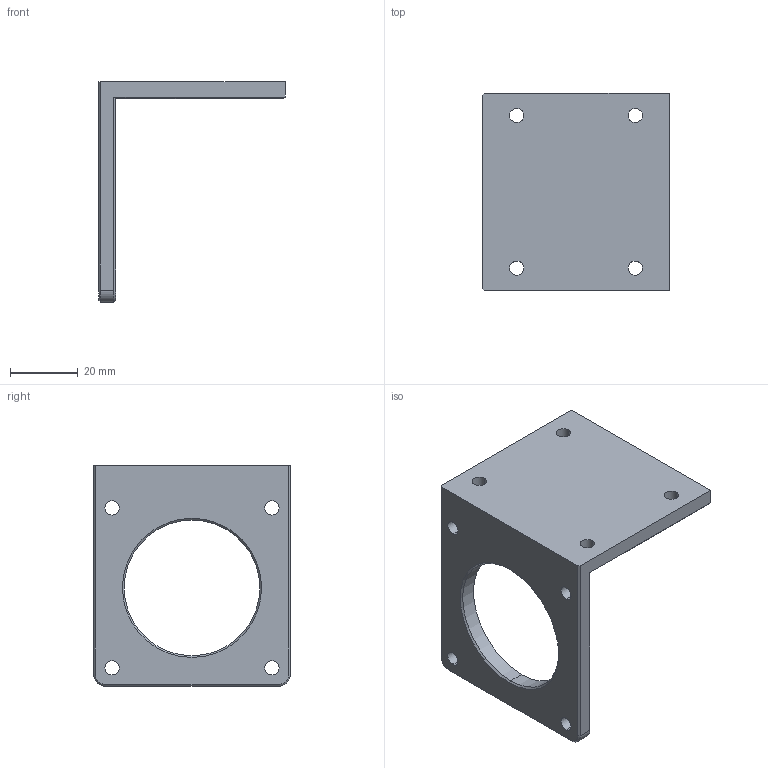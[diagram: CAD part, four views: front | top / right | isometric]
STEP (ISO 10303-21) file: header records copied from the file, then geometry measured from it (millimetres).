
FILE_DESCRIPTION (( 'STEP AP214' ), '1' );
FILE_NAME ('motor_angle_bracket.STEP', '2018-04-09T17:29:59', ( '' ), ( '' ), 'SwSTEP 2.0', 'SolidWorks 2015', '' );
FILE_SCHEMA (( 'AUTOMOTIVE_DESIGN' ));
Length unit declared in the file: millimetre
Products named in the file (1): motor_angle_bracket
Bounding box: 55 x 58 x 65 mm (x, y, z)
Volume: 26404.4 mm3; surface area: 13275.9 mm2
Topology: 1 solids, 1 shells, 43 faces, 109 edges, 68 vertices
Faces by surface type: cylinder 20, plane 17, cone 6
Entity records: 1543 total; most frequent: DIRECTION 243, CARTESIAN_POINT 221, ORIENTED_EDGE 218, EDGE_CURVE 109, AXIS2_PLACEMENT_3D 90, VERTEX_POINT 68, VECTOR 63, LINE 63
